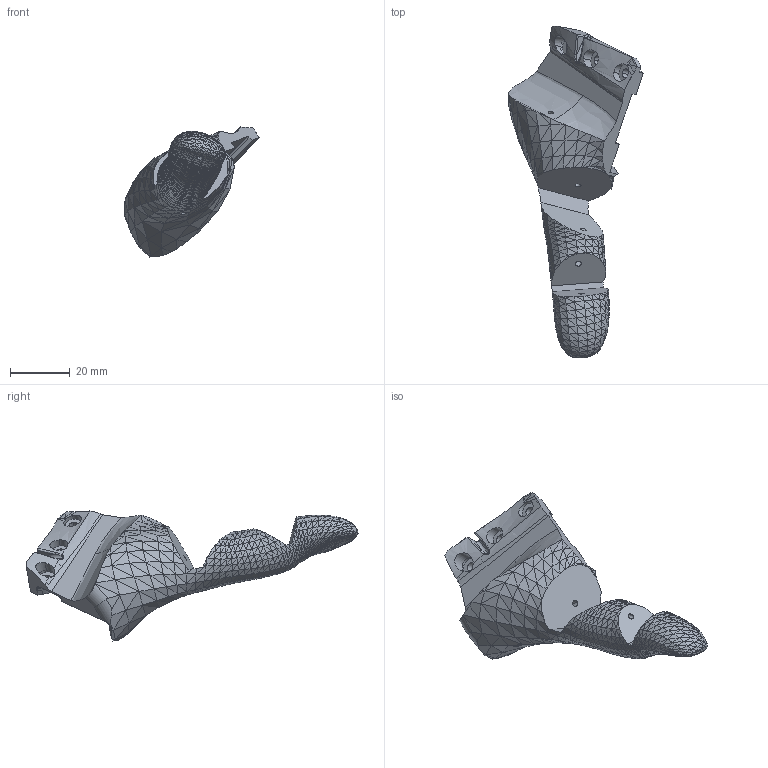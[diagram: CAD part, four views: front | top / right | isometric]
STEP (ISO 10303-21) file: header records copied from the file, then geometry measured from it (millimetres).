
FILE_DESCRIPTION((''),'2;1');
FILE_NAME('OBMP-FDH-1753','2023-10-12T13:28:30',('ccha425'),('Department of Mechanical Engineering, The University of Auckland'),'CREO PARAMETRIC BY PTC INC, 2017260','CREO PARAMETRIC BY PTC INC, 2017260','');
FILE_SCHEMA(('CONFIG_CONTROL_DESIGN'));
Length unit declared in the file: millimetre
Products named in the file (1): OBMP-FDH-1753
Bounding box: 44.94 x 110.8 x 43.4 mm (x, y, z)
Volume: 26594.6 mm3; surface area: 9889.3 mm2
Topology: 1 solids, 1 shells, 1431 faces, 2486 edges, 1051 vertices
Faces by surface type: plane 1348, cylinder 40, bspline 29, torus 7, extrusion 5, sphere 2
Entity records: 33789 total; most frequent: CARTESIAN_POINT 8095, DIRECTION 5197, ORIENTED_EDGE 4968, EDGE_CURVE 2484, VECTOR 2243, LINE 2238, AXIS2_PLACEMENT_3D 1477, EDGE_LOOP 1443
